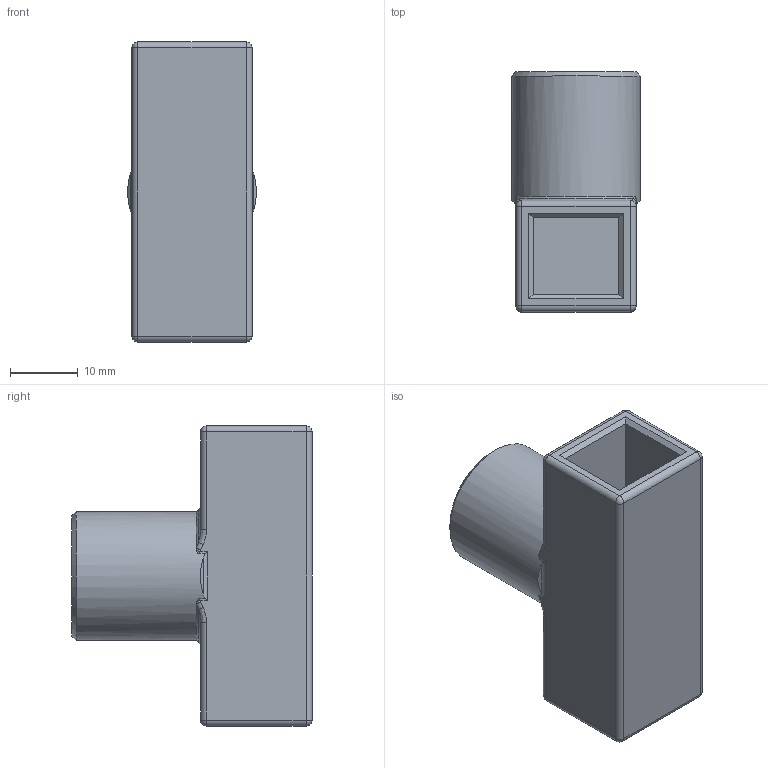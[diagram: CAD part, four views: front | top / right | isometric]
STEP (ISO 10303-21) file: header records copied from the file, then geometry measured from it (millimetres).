
FILE_DESCRIPTION(/* description */ (''),/* implementation_level */ '2;1');
FILE_NAME(/* name */ '3D Printer Brush Attachment (Center Circle) v5.step',/* time_stamp */ '2024-09-16T12:19:45-04:00',/* author */ (''),/* organization */ (''),/* preprocessor_version */ 'ST-DEVELOPER v20',/* originating_system */ 'Autodesk Translation Framework v13.14.0.145',/* authorisation */ '');
FILE_SCHEMA (('AUTOMOTIVE_DESIGN { 1 0 10303 214 3 1 1 }'));
Length unit declared in the file: inch
Products named in the file (1): 3D Printer Brush Attachment (Center Circle)
Bounding box: 19.05 x 35.56 x 44.45 mm (x, y, z)
Volume: 12336 mm3; surface area: 6636.6 mm2
Topology: 1 solids, 1 shells, 71 faces, 159 edges, 91 vertices
Faces by surface type: cylinder 21, plane 21, bspline 16, sphere 8, cone 3, torus 2
Full cylindrical faces by diameter (mm): 19.05 x1
Entity records: 2288 total; most frequent: CARTESIAN_POINT 756, ORIENTED_EDGE 318, DIRECTION 294, EDGE_CURVE 159, AXIS2_PLACEMENT_3D 115, VERTEX_POINT 91, EDGE_LOOP 72, FACE_OUTER_BOUND 71
